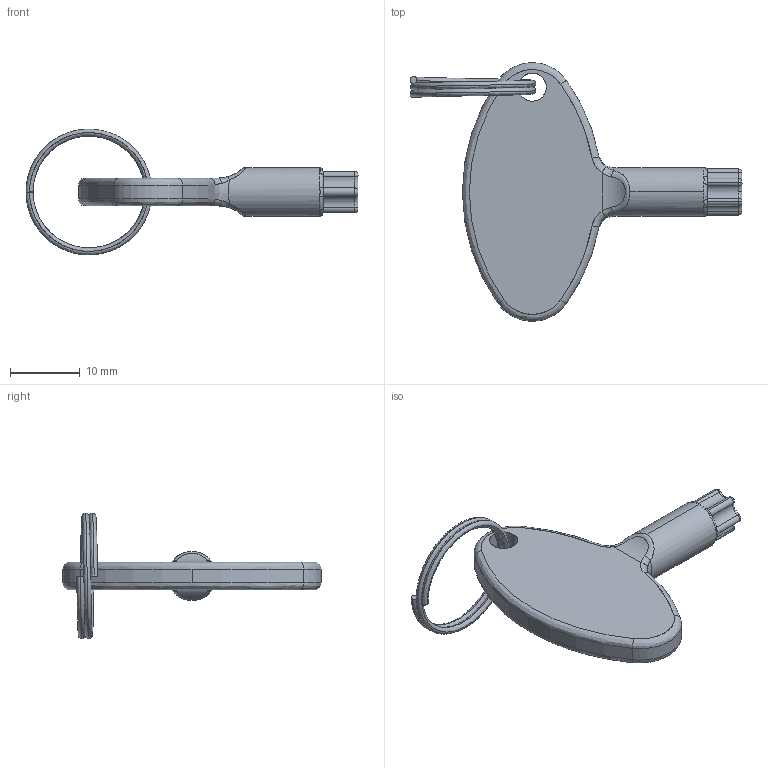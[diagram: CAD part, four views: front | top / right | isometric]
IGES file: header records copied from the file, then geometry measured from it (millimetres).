
Start section: SolidWorks IGES file using analytic representation for surfaces
Global section: file name: TL_407_2.IGS,15HSolidWorks; native system: 2015; preprocessor: SolidWorks 2015; author: Yoshitsune; date: 150824.132934; units: millimetre
Bounding box: 47.5 x 36.96 x 18 mm (x, y, z)
Surface area: 2283.7 mm2 (no closed solid volume)
Topology: 0 solids, 0 shells, 97 faces, 949 edges, 949 vertices
Faces by surface type: bspline 68, revolution 29
